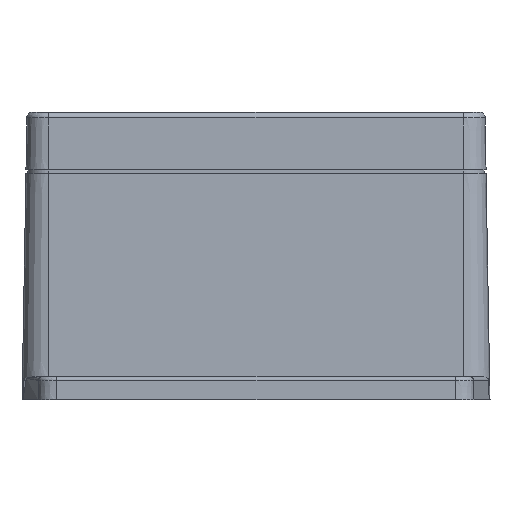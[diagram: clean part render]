
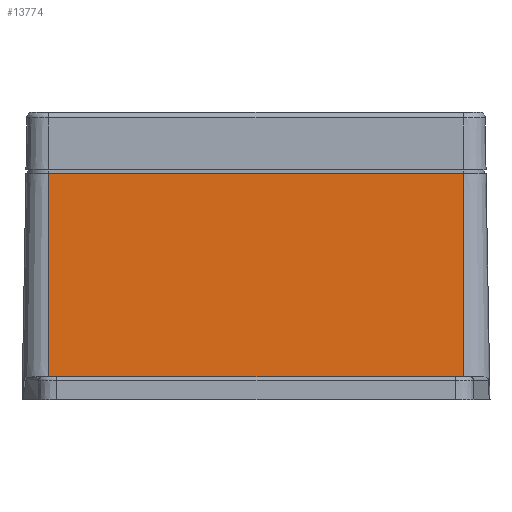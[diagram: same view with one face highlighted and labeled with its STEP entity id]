
A CAD part, front view. The second image highlights one B-rep face of the part: STEP entity #13774.
In plain terms, the highlighted planar face has unit normal (0, -1, 0.018).
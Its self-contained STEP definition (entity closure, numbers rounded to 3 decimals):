
#94 = VERTEX_POINT ( 'NONE', #6807 ) ;
#307 = LINE ( 'NONE', #939, #4910 ) ;
#360 = EDGE_CURVE ( 'NONE', #94, #13668, #10566, .T. ) ;
#427 = ORIENTED_EDGE ( 'NONE', *, *, #20656, .F. ) ;
#939 = CARTESIAN_POINT ( 'NONE',  ( 5303.274, 1616.766, 32.008 ) ) ;
#1404 = PLANE ( 'NONE',  #21609 ) ;
#1468 = VERTEX_POINT ( 'NONE', #21848 ) ;
#2932 = DIRECTION ( 'NONE',  ( 0., 0.017, 1. ) ) ;
#3143 = CARTESIAN_POINT ( 'NONE',  ( 5195.274, 1617.237, 59. ) ) ;
#3770 = ORIENTED_EDGE ( 'NONE', *, *, #4991, .F. ) ;
#4910 = VECTOR ( 'NONE', #16741, 1000. ) ;
#4991 = EDGE_CURVE ( 'NONE', #7305, #13668, #19287, .T. ) ;
#5367 = CARTESIAN_POINT ( 'NONE',  ( 5195.274, 1616.207, 0. ) ) ;
#6807 = CARTESIAN_POINT ( 'NONE',  ( 5303.274, 1617.237, 59. ) ) ;
#6821 = ORIENTED_EDGE ( 'NONE', *, *, #360, .T. ) ;
#7305 = VERTEX_POINT ( 'NONE', #18456 ) ;
#7346 = EDGE_LOOP ( 'NONE', ( #6821, #3770, #18419, #427 ) ) ;
#7445 = CARTESIAN_POINT ( 'NONE',  ( 5249.274, 1616.312, 6. ) ) ;
#8330 = EDGE_CURVE ( 'NONE', #7305, #1468, #16861, .T. ) ;
#9342 = DIRECTION ( 'NONE',  ( 0., -1., 0.017 ) ) ;
#10566 = LINE ( 'NONE', #22483, #23871 ) ;
#10987 = FACE_OUTER_BOUND ( 'NONE', #7346, .T. ) ;
#13668 = VERTEX_POINT ( 'NONE', #3143 ) ;
#13774 = ADVANCED_FACE ( 'NONE', ( #10987 ), #1404, .T. ) ;
#14065 = VECTOR ( 'NONE', #2932, 1000. ) ;
#16741 = DIRECTION ( 'NONE',  ( 0., -0.017, -1. ) ) ;
#16861 = LINE ( 'NONE', #7445, #20875 ) ;
#18419 = ORIENTED_EDGE ( 'NONE', *, *, #8330, .T. ) ;
#18456 = CARTESIAN_POINT ( 'NONE',  ( 5195.274, 1616.312, 6. ) ) ;
#19287 = LINE ( 'NONE', #20640, #14065 ) ;
#20640 = CARTESIAN_POINT ( 'NONE',  ( 5195.274, 1616.761, 31.739 ) ) ;
#20656 = EDGE_CURVE ( 'NONE', #94, #1468, #307, .T. ) ;
#20875 = VECTOR ( 'NONE', #23272, 1000. ) ;
#21609 = AXIS2_PLACEMENT_3D ( 'NONE', #5367, #9342, #23172 ) ;
#21848 = CARTESIAN_POINT ( 'NONE',  ( 5303.274, 1616.312, 6. ) ) ;
#22045 = DIRECTION ( 'NONE',  ( -1., 0., 0. ) ) ;
#22483 = CARTESIAN_POINT ( 'NONE',  ( 5249.274, 1617.237, 59. ) ) ;
#23172 = DIRECTION ( 'NONE',  ( 0., -0.017, -1. ) ) ;
#23272 = DIRECTION ( 'NONE',  ( 1., 0., 0. ) ) ;
#23871 = VECTOR ( 'NONE', #22045, 1000. ) ;
